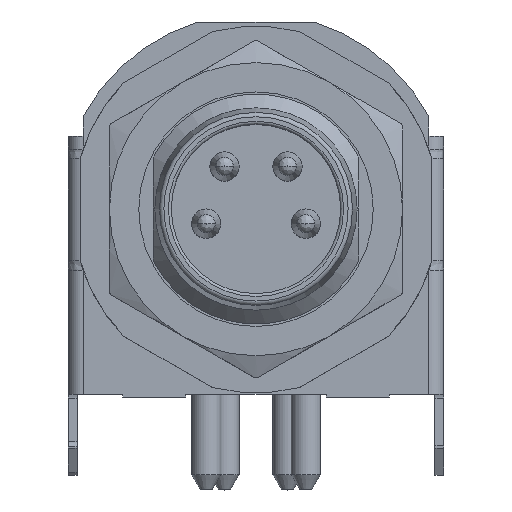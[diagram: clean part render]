
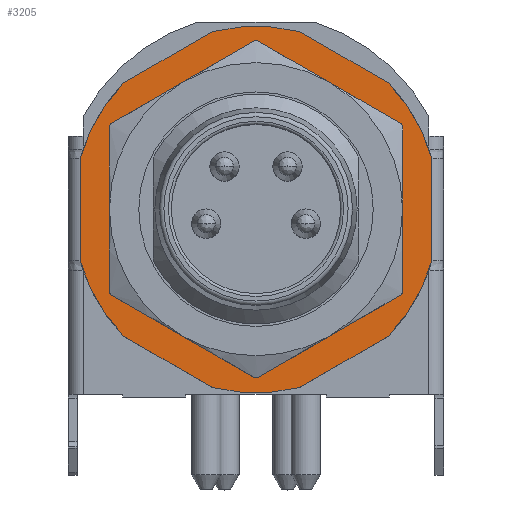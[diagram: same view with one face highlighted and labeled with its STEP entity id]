
A CAD part, top view. The second image highlights one B-rep face of the part: STEP entity #3205.
In plain terms, the highlighted planar face has unit normal (0, 0, 1).
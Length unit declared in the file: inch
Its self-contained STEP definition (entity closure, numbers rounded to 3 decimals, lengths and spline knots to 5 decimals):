
#165=LINE('',#5260,#409);
#168=LINE('',#5268,#412);
#169=LINE('',#5272,#413);
#170=LINE('',#5276,#414);
#171=LINE('',#5280,#415);
#172=LINE('',#5284,#416);
#409=VECTOR('',#4115,39.37008);
#412=VECTOR('',#4124,39.37008);
#413=VECTOR('',#4127,39.37008);
#414=VECTOR('',#4130,39.37008);
#415=VECTOR('',#4133,39.37008);
#416=VECTOR('',#4136,39.37008);
#629=PLANE('',#3488);
#1106=ORIENTED_EDGE('',*,*,#1844,.T.);
#1107=ORIENTED_EDGE('',*,*,#1845,.T.);
#1108=ORIENTED_EDGE('',*,*,#1846,.T.);
#1109=ORIENTED_EDGE('',*,*,#1847,.T.);
#1110=ORIENTED_EDGE('',*,*,#1848,.T.);
#1111=ORIENTED_EDGE('',*,*,#1849,.T.);
#1112=ORIENTED_EDGE('',*,*,#1850,.T.);
#1113=ORIENTED_EDGE('',*,*,#1851,.T.);
#1114=ORIENTED_EDGE('',*,*,#1852,.T.);
#1115=ORIENTED_EDGE('',*,*,#1853,.T.);
#1116=ORIENTED_EDGE('',*,*,#1838,.T.);
#1117=ORIENTED_EDGE('',*,*,#1841,.T.);
#1118=ORIENTED_EDGE('',*,*,#1854,.T.);
#1838=EDGE_CURVE('',#2230,#2231,#2458,.T.);
#1841=EDGE_CURVE('',#2231,#2232,#165,.T.);
#1844=EDGE_CURVE('',#2232,#2233,#2459,.T.);
#1845=EDGE_CURVE('',#2233,#2234,#168,.T.);
#1846=EDGE_CURVE('',#2234,#2235,#2460,.T.);
#1847=EDGE_CURVE('',#2235,#2236,#169,.T.);
#1848=EDGE_CURVE('',#2236,#2237,#2461,.T.);
#1849=EDGE_CURVE('',#2237,#2238,#170,.T.);
#1850=EDGE_CURVE('',#2238,#2239,#2462,.T.);
#1851=EDGE_CURVE('',#2239,#2240,#171,.T.);
#1852=EDGE_CURVE('',#2240,#2241,#2463,.T.);
#1853=EDGE_CURVE('',#2241,#2230,#172,.T.);
#1854=EDGE_CURVE('',#2242,#2242,#2464,.T.);
#2230=VERTEX_POINT('',#5255);
#2231=VERTEX_POINT('',#5256);
#2232=VERTEX_POINT('',#5261);
#2233=VERTEX_POINT('',#5265);
#2234=VERTEX_POINT('',#5269);
#2235=VERTEX_POINT('',#5271);
#2236=VERTEX_POINT('',#5273);
#2237=VERTEX_POINT('',#5275);
#2238=VERTEX_POINT('',#5277);
#2239=VERTEX_POINT('',#5279);
#2240=VERTEX_POINT('',#5281);
#2241=VERTEX_POINT('',#5283);
#2242=VERTEX_POINT('',#5286);
#2458=CIRCLE('',#3484,0.24606);
#2459=CIRCLE('',#3487,0.24606);
#2460=CIRCLE('',#3489,0.24606);
#2461=CIRCLE('',#3490,0.24606);
#2462=CIRCLE('',#3491,0.24606);
#2463=CIRCLE('',#3492,0.24606);
#2464=CIRCLE('',#3493,0.1378);
#2643=EDGE_LOOP('',(#1106,#1107,#1108,#1109,#1110,#1111,#1112,#1113,#1114,
#1115,#1116,#1117));
#2644=EDGE_LOOP('',(#1118));
#2894=FACE_BOUND('',#2643,.T.);
#2895=FACE_BOUND('',#2644,.T.);
#3205=ADVANCED_FACE('',(#2894,#2895),#629,.F.);
#3484=AXIS2_PLACEMENT_3D('',#5254,#4109,#4110);
#3487=AXIS2_PLACEMENT_3D('',#5266,#4120,#4121);
#3488=AXIS2_PLACEMENT_3D('',#5267,#4122,#4123);
#3489=AXIS2_PLACEMENT_3D('',#5270,#4125,#4126);
#3490=AXIS2_PLACEMENT_3D('',#5274,#4128,#4129);
#3491=AXIS2_PLACEMENT_3D('',#5278,#4131,#4132);
#3492=AXIS2_PLACEMENT_3D('',#5282,#4134,#4135);
#3493=AXIS2_PLACEMENT_3D('',#5285,#4137,#4138);
#4109=DIRECTION('',(0.,0.,1.));
#4110=DIRECTION('',(0.96,0.28,0.));
#4115=DIRECTION('',(-0.866,0.5,0.));
#4120=DIRECTION('',(0.,0.,1.));
#4121=DIRECTION('',(0.238,0.971,0.));
#4122=DIRECTION('',(0.,0.,-1.));
#4123=DIRECTION('',(-1.,0.,0.));
#4124=DIRECTION('',(-0.866,-0.5,0.));
#4125=DIRECTION('',(0.,0.,1.));
#4126=DIRECTION('',(-0.722,0.691,0.));
#4127=DIRECTION('',(0.,-1.,0.));
#4128=DIRECTION('',(0.,0.,1.));
#4129=DIRECTION('',(-0.96,-0.28,0.));
#4130=DIRECTION('',(0.866,-0.5,0.));
#4131=DIRECTION('',(0.,0.,1.));
#4132=DIRECTION('',(-0.238,-0.971,0.));
#4133=DIRECTION('',(0.866,0.5,0.));
#4134=DIRECTION('',(0.,0.,1.));
#4135=DIRECTION('',(0.722,-0.691,0.));
#4136=DIRECTION('',(0.,1.,0.));
#4137=DIRECTION('',(0.,0.,-1.));
#4138=DIRECTION('',(1.,0.,0.));
#5254=CARTESIAN_POINT('',(0.,0.,-0.47244));
#5255=CARTESIAN_POINT('',(0.23622,0.0689,-0.47244));
#5256=CARTESIAN_POINT('',(0.17778,0.17012,-0.47244));
#5260=CARTESIAN_POINT('',(0.17778,0.17012,-0.47244));
#5261=CARTESIAN_POINT('',(0.05844,0.23902,-0.47244));
#5265=CARTESIAN_POINT('',(-0.05844,0.23902,-0.47244));
#5266=CARTESIAN_POINT('',(0.,0.,-0.47244));
#5267=CARTESIAN_POINT('',(0.,0.1378,-0.47244));
#5268=CARTESIAN_POINT('',(-0.05844,0.23902,-0.47244));
#5269=CARTESIAN_POINT('',(-0.17778,0.17012,-0.47244));
#5270=CARTESIAN_POINT('',(0.,0.,-0.47244));
#5271=CARTESIAN_POINT('',(-0.23622,0.0689,-0.47244));
#5272=CARTESIAN_POINT('',(-0.23622,0.0689,-0.47244));
#5273=CARTESIAN_POINT('',(-0.23622,-0.0689,-0.47244));
#5274=CARTESIAN_POINT('',(0.,0.,-0.47244));
#5275=CARTESIAN_POINT('',(-0.17778,-0.17012,-0.47244));
#5276=CARTESIAN_POINT('',(-0.17778,-0.17012,-0.47244));
#5277=CARTESIAN_POINT('',(-0.05844,-0.23902,-0.47244));
#5278=CARTESIAN_POINT('',(0.,0.,-0.47244));
#5279=CARTESIAN_POINT('',(0.05844,-0.23902,-0.47244));
#5280=CARTESIAN_POINT('',(0.05844,-0.23902,-0.47244));
#5281=CARTESIAN_POINT('',(0.17778,-0.17012,-0.47244));
#5282=CARTESIAN_POINT('',(0.,0.,-0.47244));
#5283=CARTESIAN_POINT('',(0.23622,-0.0689,-0.47244));
#5284=CARTESIAN_POINT('',(0.23622,-0.0689,-0.47244));
#5285=CARTESIAN_POINT('',(0.,0.,-0.47244));
#5286=CARTESIAN_POINT('',(0.1378,0.,-0.47244));
